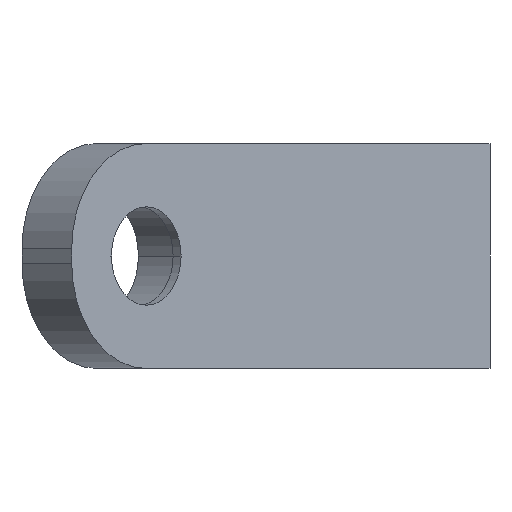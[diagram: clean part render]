
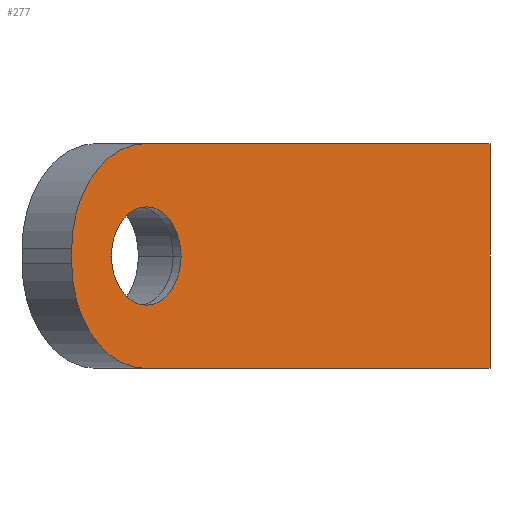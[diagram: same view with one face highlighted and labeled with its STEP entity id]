
A CAD part, left-side view. The second image highlights one B-rep face of the part: STEP entity #277.
In plain terms, the highlighted planar face has unit normal (-0.707, -0.707, 0).
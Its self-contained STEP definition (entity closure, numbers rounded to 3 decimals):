
#5 = ORIENTED_EDGE ( 'NONE', *, *, #1196, .F. ) ;
#38 = VERTEX_POINT ( 'NONE', #759 ) ;
#43 = EDGE_CURVE ( 'NONE', #206, #168, #984, .T. ) ;
#44 = AXIS2_PLACEMENT_3D ( 'NONE', #531, #913, #636 ) ;
#46 = DIRECTION ( 'NONE',  ( 0.707, -0.707, 0. ) ) ;
#76 = FACE_BOUND ( 'NONE', #112, .T. ) ;
#83 = ORIENTED_EDGE ( 'NONE', *, *, #261, .T. ) ;
#97 = ORIENTED_EDGE ( 'NONE', *, *, #893, .T. ) ;
#112 = EDGE_LOOP ( 'NONE', ( #5, #183 ) ) ;
#133 = CARTESIAN_POINT ( 'NONE',  ( -24.445, 24.445, 8. ) ) ;
#134 = CARTESIAN_POINT ( 'NONE',  ( -29.749, 29.749, 8. ) ) ;
#148 = PLANE ( 'NONE',  #547 ) ;
#168 = VERTEX_POINT ( 'NONE', #1142 ) ;
#178 = VERTEX_POINT ( 'NONE', #665 ) ;
#183 = ORIENTED_EDGE ( 'NONE', *, *, #1190, .F. ) ;
#185 = DIRECTION ( 'NONE',  ( -0.707, -0.707, 0. ) ) ;
#206 = VERTEX_POINT ( 'NONE', #750 ) ;
#211 = LINE ( 'NONE', #871, #557 ) ;
#221 = LINE ( 'NONE', #797, #1059 ) ;
#222 = CARTESIAN_POINT ( 'NONE',  ( 0., 0., 8. ) ) ;
#261 = EDGE_CURVE ( 'NONE', #168, #38, #211, .T. ) ;
#275 = VERTEX_POINT ( 'NONE', #603 ) ;
#277 = ADVANCED_FACE ( 'NONE', ( #76, #902 ), #148, .F. ) ;
#308 = LINE ( 'NONE', #222, #311 ) ;
#311 = VECTOR ( 'NONE', #1068, 1000. ) ;
#317 = CARTESIAN_POINT ( 'NONE',  ( -26.92, 26.92, 0. ) ) ;
#326 = DIRECTION ( 'NONE',  ( 0., 0., -1. ) ) ;
#336 = AXIS2_PLACEMENT_3D ( 'NONE', #1191, #341, #716 ) ;
#341 = DIRECTION ( 'NONE',  ( -0.707, -0.707, 0. ) ) ;
#363 = DIRECTION ( 'NONE',  ( -0.707, 0.707, 0. ) ) ;
#364 = ORIENTED_EDGE ( 'NONE', *, *, #638, .T. ) ;
#405 = LINE ( 'NONE', #134, #630 ) ;
#419 = CARTESIAN_POINT ( 'NONE',  ( 0., 0., 8. ) ) ;
#475 = CIRCLE ( 'NONE', #44, 3.5 ) ;
#531 = CARTESIAN_POINT ( 'NONE',  ( -24.445, 24.445, 0. ) ) ;
#533 = EDGE_CURVE ( 'NONE', #1012, #38, #221, .T. ) ;
#547 = AXIS2_PLACEMENT_3D ( 'NONE', #419, #814, #1081 ) ;
#557 = VECTOR ( 'NONE', #46, 1000. ) ;
#565 = ORIENTED_EDGE ( 'NONE', *, *, #1036, .F. ) ;
#603 = CARTESIAN_POINT ( 'NONE',  ( -29.749, 29.749, 0.5 ) ) ;
#630 = VECTOR ( 'NONE', #777, 1000. ) ;
#636 = DIRECTION ( 'NONE',  ( -0.707, 0.707, 0. ) ) ;
#638 = EDGE_CURVE ( 'NONE', #1101, #275, #858, .T. ) ;
#665 = CARTESIAN_POINT ( 'NONE',  ( -21.971, 21.971, 0. ) ) ;
#697 = DIRECTION ( 'NONE',  ( -0.707, -0.707, 0. ) ) ;
#716 = DIRECTION ( 'NONE',  ( -0.707, 0.707, 0. ) ) ;
#750 = CARTESIAN_POINT ( 'NONE',  ( -29.749, 29.749, -0.5 ) ) ;
#759 = CARTESIAN_POINT ( 'NONE',  ( 0., 0., -8. ) ) ;
#777 = DIRECTION ( 'NONE',  ( 0., 0., -1. ) ) ;
#797 = CARTESIAN_POINT ( 'NONE',  ( 0., 0., 8. ) ) ;
#802 = DIRECTION ( 'NONE',  ( -0.707, 0.707, 0. ) ) ;
#814 = DIRECTION ( 'NONE',  ( 0.707, 0.707, 0. ) ) ;
#841 = AXIS2_PLACEMENT_3D ( 'NONE', #1022, #185, #363 ) ;
#858 = CIRCLE ( 'NONE', #336, 7.5 ) ;
#871 = CARTESIAN_POINT ( 'NONE',  ( 0., 0., -8. ) ) ;
#889 = EDGE_LOOP ( 'NONE', ( #97, #1160, #83, #1127, #565, #364 ) ) ;
#893 = EDGE_CURVE ( 'NONE', #275, #206, #405, .T. ) ;
#902 = FACE_OUTER_BOUND ( 'NONE', #889, .T. ) ;
#913 = DIRECTION ( 'NONE',  ( -0.707, -0.707, 0. ) ) ;
#928 = AXIS2_PLACEMENT_3D ( 'NONE', #1085, #697, #802 ) ;
#942 = CIRCLE ( 'NONE', #841, 3.5 ) ;
#984 = CIRCLE ( 'NONE', #928, 7.5 ) ;
#1012 = VERTEX_POINT ( 'NONE', #1207 ) ;
#1022 = CARTESIAN_POINT ( 'NONE',  ( -24.445, 24.445, 0. ) ) ;
#1036 = EDGE_CURVE ( 'NONE', #1101, #1012, #308, .T. ) ;
#1059 = VECTOR ( 'NONE', #326, 1000. ) ;
#1068 = DIRECTION ( 'NONE',  ( 0.707, -0.707, 0. ) ) ;
#1081 = DIRECTION ( 'NONE',  ( -0.707, 0.707, 0. ) ) ;
#1085 = CARTESIAN_POINT ( 'NONE',  ( -24.445, 24.445, -0.5 ) ) ;
#1101 = VERTEX_POINT ( 'NONE', #133 ) ;
#1104 = VERTEX_POINT ( 'NONE', #317 ) ;
#1127 = ORIENTED_EDGE ( 'NONE', *, *, #533, .F. ) ;
#1142 = CARTESIAN_POINT ( 'NONE',  ( -24.445, 24.445, -8. ) ) ;
#1160 = ORIENTED_EDGE ( 'NONE', *, *, #43, .T. ) ;
#1190 = EDGE_CURVE ( 'NONE', #178, #1104, #942, .T. ) ;
#1191 = CARTESIAN_POINT ( 'NONE',  ( -24.445, 24.445, 0.5 ) ) ;
#1196 = EDGE_CURVE ( 'NONE', #1104, #178, #475, .T. ) ;
#1207 = CARTESIAN_POINT ( 'NONE',  ( 0., 0., 8. ) ) ;
